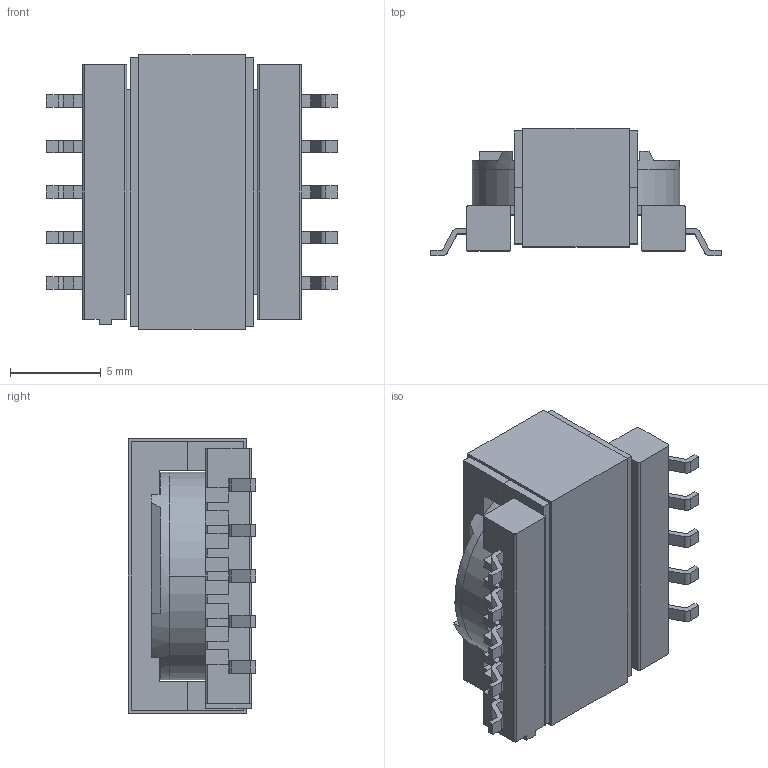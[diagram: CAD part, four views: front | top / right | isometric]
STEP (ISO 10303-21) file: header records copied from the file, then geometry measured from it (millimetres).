
FILE_DESCRIPTION (( 'STEP AP214' ), '1' );
FILE_NAME ('ER14.5_4329.STEP', '2021-06-29T21:06:41', ( '' ), ( '' ), 'SwSTEP 2.0', 'SolidWorks 2017', '' );
FILE_SCHEMA (( 'AUTOMOTIVE_DESIGN' ));
Length unit declared in the file: millimetre
Products named in the file (5): ER14.5_4329; 150-2822_6A; 070-4329_6G; 440-8056_2822; 070-4329_coil
Assembly tree (5 placements, depth 2):
  ER14.5_4329
    070-4329_6G
    070-4329_coil
    150-2822_6A  x2
    440-8056_2822
Bounding box: 16 x 7 x 15.07 mm (x, y, z)
Volume: 865.6 mm3; surface area: 2264.4 mm2
Topology: 5 solids, 5 shells, 277 faces, 759 edges, 506 vertices
Faces by surface type: plane 217, cylinder 60
Entity records: 9785 total; most frequent: CARTESIAN_POINT 1496, ORIENTED_EDGE 1458, DIRECTION 1394, EDGE_CURVE 729, VECTOR 602, LINE 602, VERTEX_POINT 486, AXIS2_PLACEMENT_3D 396
